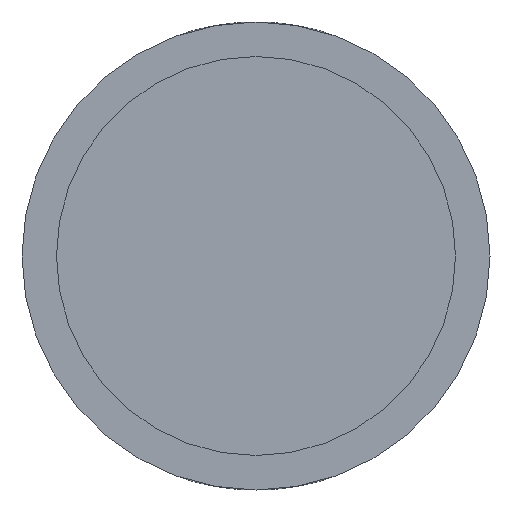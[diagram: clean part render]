
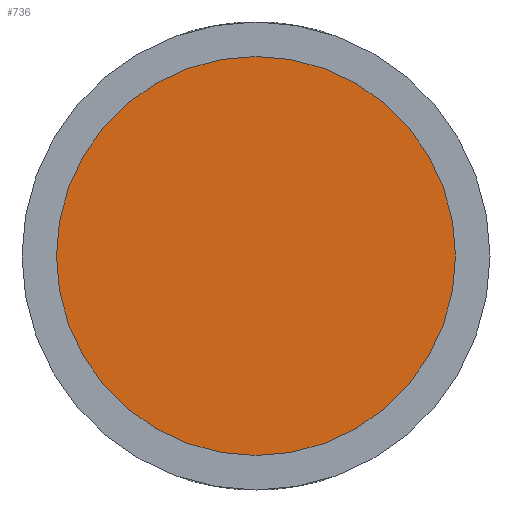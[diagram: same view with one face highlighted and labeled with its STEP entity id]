
A CAD part, front view. The second image highlights one B-rep face of the part: STEP entity #736.
In plain terms, the highlighted planar face has unit normal (0, -1, 0).
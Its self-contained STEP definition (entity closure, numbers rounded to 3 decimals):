
#2 = CARTESIAN_POINT ( 'NONE',  ( 0., 0., 0. ) ) ;
#86 = DIRECTION ( 'NONE',  ( 0., 0., 1. ) ) ;
#133 = VERTEX_POINT ( 'NONE', #311 ) ;
#216 = DIRECTION ( 'NONE',  ( 0., 0., 1. ) ) ;
#270 = VERTEX_POINT ( 'NONE', #819 ) ;
#302 = DIRECTION ( 'NONE',  ( 0., 1., 0. ) ) ;
#306 = FACE_OUTER_BOUND ( 'NONE', #376, .T. ) ;
#311 = CARTESIAN_POINT ( 'NONE',  ( 0., 0., 4.05 ) ) ;
#360 = AXIS2_PLACEMENT_3D ( 'NONE', #677, #386, #604 ) ;
#369 = EDGE_CURVE ( 'NONE', #133, #270, #472, .T. ) ;
#376 = EDGE_LOOP ( 'NONE', ( #697, #896 ) ) ;
#386 = DIRECTION ( 'NONE',  ( 0., 1., 0. ) ) ;
#387 = CIRCLE ( 'NONE', #445, 4.05 ) ;
#445 = AXIS2_PLACEMENT_3D ( 'NONE', #980, #302, #86 ) ;
#461 = DIRECTION ( 'NONE',  ( 0., 1., 0. ) ) ;
#472 = CIRCLE ( 'NONE', #981, 4.05 ) ;
#604 = DIRECTION ( 'NONE',  ( 0., 0., 1. ) ) ;
#677 = CARTESIAN_POINT ( 'NONE',  ( 0., 0., 0. ) ) ;
#697 = ORIENTED_EDGE ( 'NONE', *, *, #847, .F. ) ;
#736 = ADVANCED_FACE ( 'NONE', ( #306 ), #834, .F. ) ;
#819 = CARTESIAN_POINT ( 'NONE',  ( 0., 0., -4.05 ) ) ;
#834 = PLANE ( 'NONE',  #360 ) ;
#847 = EDGE_CURVE ( 'NONE', #270, #133, #387, .T. ) ;
#896 = ORIENTED_EDGE ( 'NONE', *, *, #369, .F. ) ;
#980 = CARTESIAN_POINT ( 'NONE',  ( 0., 0., 0. ) ) ;
#981 = AXIS2_PLACEMENT_3D ( 'NONE', #2, #461, #216 ) ;
